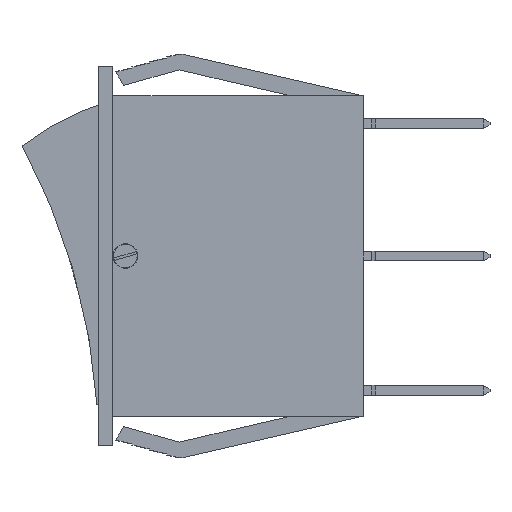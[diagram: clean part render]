
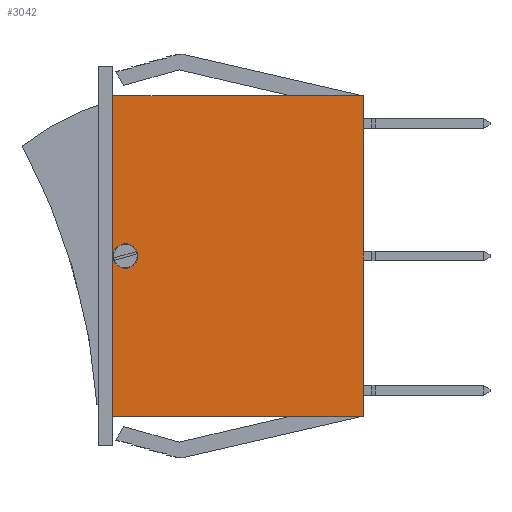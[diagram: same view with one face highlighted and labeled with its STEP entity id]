
A CAD part, left-side view. The second image highlights one B-rep face of the part: STEP entity #3042.
In plain terms, the highlighted planar face has unit normal (-1, 0, 0).
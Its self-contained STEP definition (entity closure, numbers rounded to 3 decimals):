
#62=CIRCLE('',#3295,1.);
#63=CIRCLE('',#3296,1.);
#176=FACE_OUTER_BOUND('',#330,.T.);
#330=EDGE_LOOP('',(#2221,#2222,#2223,#2224,#2225,#2226,#2227));
#575=LINE('',#4465,#944);
#672=LINE('',#4660,#1041);
#673=LINE('',#4662,#1042);
#677=LINE('',#4670,#1046);
#678=LINE('',#4671,#1047);
#944=VECTOR('',#3635,10.);
#1041=VECTOR('',#3774,10.);
#1042=VECTOR('',#3775,10.);
#1046=VECTOR('',#3781,10.);
#1047=VECTOR('',#3782,10.);
#1280=VERTEX_POINT('',#4462);
#1281=VERTEX_POINT('',#4464);
#1358=VERTEX_POINT('',#4659);
#1359=VERTEX_POINT('',#4661);
#1362=VERTEX_POINT('',#4669);
#1363=VERTEX_POINT('',#4672);
#1585=EDGE_CURVE('',#1281,#1280,#575,.T.);
#1682=EDGE_CURVE('',#1281,#1358,#672,.T.);
#1683=EDGE_CURVE('',#1358,#1359,#673,.T.);
#1687=EDGE_CURVE('',#1362,#1280,#677,.T.);
#1688=EDGE_CURVE('',#1359,#1362,#678,.T.);
#1689=EDGE_CURVE('',#1358,#1363,#62,.T.);
#1690=EDGE_CURVE('',#1363,#1358,#63,.T.);
#2221=ORIENTED_EDGE('',*,*,#1585,.T.);
#2222=ORIENTED_EDGE('',*,*,#1687,.F.);
#2223=ORIENTED_EDGE('',*,*,#1688,.F.);
#2224=ORIENTED_EDGE('',*,*,#1683,.F.);
#2225=ORIENTED_EDGE('',*,*,#1689,.T.);
#2226=ORIENTED_EDGE('',*,*,#1690,.T.);
#2227=ORIENTED_EDGE('',*,*,#1682,.F.);
#2751=PLANE('',#3294);
#3042=ADVANCED_FACE('',(#176),#2751,.T.);
#3294=AXIS2_PLACEMENT_3D('',#4668,#3779,#3780);
#3295=AXIS2_PLACEMENT_3D('',#4673,#3783,#3784);
#3296=AXIS2_PLACEMENT_3D('',#4674,#3785,#3786);
#3635=DIRECTION('',(0.,-1.,0.));
#3774=DIRECTION('',(0.,0.,1.));
#3775=DIRECTION('',(0.,0.,1.));
#3779=DIRECTION('center_axis',(-1.,0.,0.));
#3780=DIRECTION('ref_axis',(0.,0.,-1.));
#3781=DIRECTION('',(0.,0.,-1.));
#3782=DIRECTION('',(0.,-1.,0.));
#3783=DIRECTION('center_axis',(1.,0.,0.));
#3784=DIRECTION('ref_axis',(0.,0.,-1.));
#3785=DIRECTION('center_axis',(1.,0.,0.));
#3786=DIRECTION('ref_axis',(0.,0.,-1.));
#4462=CARTESIAN_POINT('',(-5.25,-20.2,-12.9));
#4464=CARTESIAN_POINT('',(-5.25,0.,-12.9));
#4465=CARTESIAN_POINT('',(-5.25,-5.05,-12.9));
#4659=CARTESIAN_POINT('',(-5.25,0.,0.));
#4660=CARTESIAN_POINT('',(-5.25,0.,6.45));
#4661=CARTESIAN_POINT('',(-5.25,0.,12.9));
#4662=CARTESIAN_POINT('',(-5.25,0.,6.45));
#4668=CARTESIAN_POINT('Origin',(-5.25,0.,12.9));
#4669=CARTESIAN_POINT('',(-5.25,-20.2,12.9));
#4670=CARTESIAN_POINT('',(-5.25,-20.2,12.9));
#4671=CARTESIAN_POINT('',(-5.25,0.,12.9));
#4672=CARTESIAN_POINT('',(-5.25,-1.,1.));
#4673=CARTESIAN_POINT('Origin',(-5.25,-1.,0.));
#4674=CARTESIAN_POINT('Origin',(-5.25,-1.,0.));
